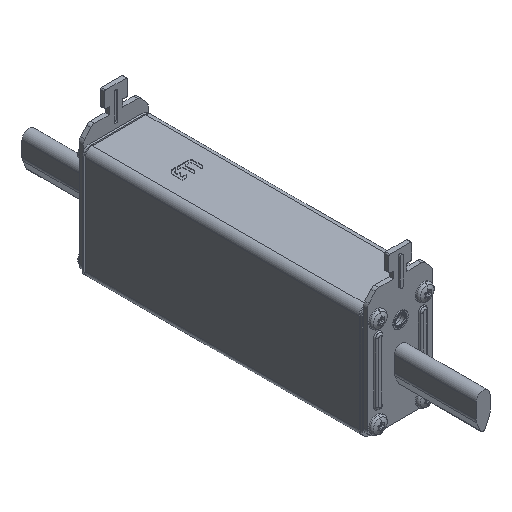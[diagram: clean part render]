
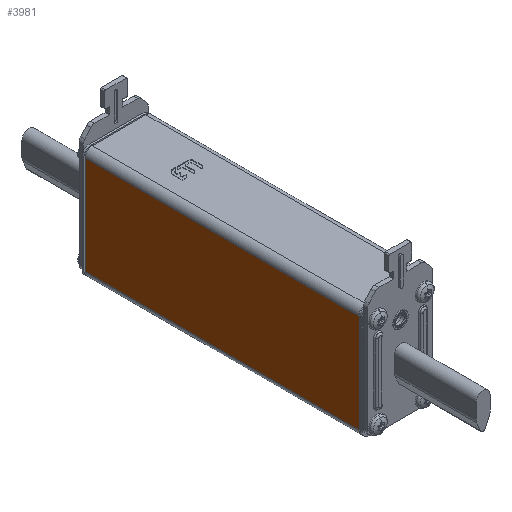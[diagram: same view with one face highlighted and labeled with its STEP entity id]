
A CAD part, isometric view. The second image highlights one B-rep face of the part: STEP entity #3981.
In plain terms, the highlighted face is planar.
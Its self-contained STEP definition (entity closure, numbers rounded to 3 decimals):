
#392=DIRECTION('',(-1.,0.,0.));
#393=VECTOR('',#392,117.);
#394=CARTESIAN_POINT('',(58.5,21.,14.5));
#395=LINE('',#394,#393);
#406=DIRECTION('',(0.,-1.,0.));
#407=VECTOR('',#406,42.);
#408=CARTESIAN_POINT('',(58.5,21.,14.5));
#409=LINE('',#408,#407);
#413=DIRECTION('',(0.,1.,0.));
#414=VECTOR('',#413,42.);
#415=CARTESIAN_POINT('',(-58.5,-21.,14.5));
#416=LINE('',#415,#414);
#456=DIRECTION('',(1.,0.,0.));
#457=VECTOR('',#456,117.);
#458=CARTESIAN_POINT('',(-58.5,-21.,14.5));
#459=LINE('',#458,#457);
#3270=CARTESIAN_POINT('',(-58.5,-21.,14.5));
#3272=VERTEX_POINT('',#3270);
#3275=CARTESIAN_POINT('',(58.5,-21.,14.5));
#3277=VERTEX_POINT('',#3275);
#3278=CARTESIAN_POINT('',(58.5,21.,14.5));
#3279=VERTEX_POINT('',#3278);
#3280=CARTESIAN_POINT('',(-58.5,21.,14.5));
#3281=VERTEX_POINT('',#3280);
#3967=CARTESIAN_POINT('',(0.,0.,14.5));
#3968=DIRECTION('',(0.,0.,1.));
#3969=DIRECTION('',(1.,0.,0.));
#3970=AXIS2_PLACEMENT_3D('',#3967,#3968,#3969);
#3971=PLANE('',#3970);
#3973=ORIENTED_EDGE('',*,*,#3972,.T.);
#3975=ORIENTED_EDGE('',*,*,#3974,.F.);
#3977=ORIENTED_EDGE('',*,*,#3976,.T.);
#3978=ORIENTED_EDGE('',*,*,#3958,.F.);
#3979=EDGE_LOOP('',(#3973,#3975,#3977,#3978));
#3980=FACE_OUTER_BOUND('',#3979,.F.);
#3958=EDGE_CURVE('',#3279,#3281,#395,.T.);
#3972=EDGE_CURVE('',#3279,#3277,#409,.T.);
#3974=EDGE_CURVE('',#3272,#3277,#459,.T.);
#3976=EDGE_CURVE('',#3272,#3281,#416,.T.);
#3981=ADVANCED_FACE('',(#3980),#3971,.T.);
